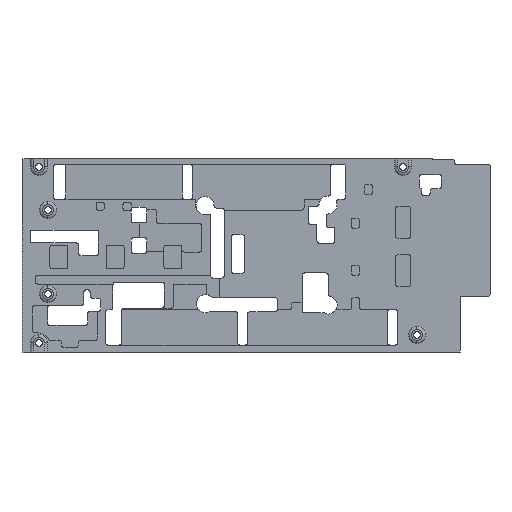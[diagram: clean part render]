
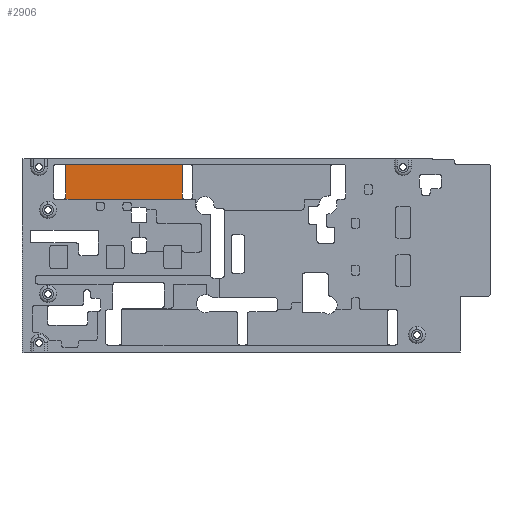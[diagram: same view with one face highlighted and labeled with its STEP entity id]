
A CAD part, front view. The second image highlights one B-rep face of the part: STEP entity #2906.
In plain terms, the highlighted planar face has unit normal (0, -1, 0).
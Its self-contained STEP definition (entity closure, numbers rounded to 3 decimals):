
#323 = LINE ( 'NONE', #3396, #5681 ) ;
#796 = ORIENTED_EDGE ( 'NONE', *, *, #6086, .F. ) ;
#955 = ORIENTED_EDGE ( 'NONE', *, *, #13434, .F. ) ;
#994 = CARTESIAN_POINT ( 'NONE',  ( -96.368, -0.56, 45.9 ) ) ;
#1035 = LINE ( 'NONE', #10230, #3575 ) ;
#1142 = DIRECTION ( 'NONE',  ( 0., -1., 0. ) ) ;
#1289 = ORIENTED_EDGE ( 'NONE', *, *, #7767, .F. ) ;
#1342 = CARTESIAN_POINT ( 'NONE',  ( -36.8, -0.56, 29.468 ) ) ;
#1603 = DIRECTION ( 'NONE',  ( 0., 0., -1. ) ) ;
#2126 = AXIS2_PLACEMENT_3D ( 'NONE', #13695, #6090, #12610 ) ;
#2172 = CARTESIAN_POINT ( 'NONE',  ( -35.632, -0.56, 28.3 ) ) ;
#2240 = VERTEX_POINT ( 'NONE', #5713 ) ;
#2479 = CARTESIAN_POINT ( 'NONE',  ( -95.2, -0.56, 44.732 ) ) ;
#2740 = DIRECTION ( 'NONE',  ( 0., -1., 0. ) ) ;
#2906 = ADVANCED_FACE ( 'NONE', ( #8223 ), #13226, .T. ) ;
#3396 = CARTESIAN_POINT ( 'NONE',  ( -36.8, -0.56, 0. ) ) ;
#3575 = VECTOR ( 'NONE', #6396, 1000. ) ;
#4171 = EDGE_LOOP ( 'NONE', ( #7176, #5813, #1289, #4459, #955, #12643, #9161, #796 ) ) ;
#4459 = ORIENTED_EDGE ( 'NONE', *, *, #11333, .T. ) ;
#4804 = EDGE_CURVE ( 'NONE', #2240, #6009, #1035, .T. ) ;
#5368 = CIRCLE ( 'NONE', #9074, 1.168 ) ;
#5673 = EDGE_CURVE ( 'NONE', #9702, #11995, #5368, .T. ) ;
#5681 = VECTOR ( 'NONE', #10112, 1000. ) ;
#5713 = CARTESIAN_POINT ( 'NONE',  ( -96.368, -0.56, 28.3 ) ) ;
#5813 = ORIENTED_EDGE ( 'NONE', *, *, #12709, .F. ) ;
#5818 = CARTESIAN_POINT ( 'NONE',  ( 0., -0.56, 0. ) ) ;
#6009 = VERTEX_POINT ( 'NONE', #2172 ) ;
#6037 = VERTEX_POINT ( 'NONE', #12944 ) ;
#6086 = EDGE_CURVE ( 'NONE', #11995, #13842, #323, .T. ) ;
#6090 = DIRECTION ( 'NONE',  ( 0., -1., 0. ) ) ;
#6372 = DIRECTION ( 'NONE',  ( 1., 0., 0. ) ) ;
#6395 = CARTESIAN_POINT ( 'NONE',  ( -35.632, -0.56, 44.732 ) ) ;
#6396 = DIRECTION ( 'NONE',  ( 1., 0., 0. ) ) ;
#7176 = ORIENTED_EDGE ( 'NONE', *, *, #5673, .F. ) ;
#7552 = CIRCLE ( 'NONE', #2126, 1.168 ) ;
#7604 = DIRECTION ( 'NONE',  ( 0., -1., 0. ) ) ;
#7767 = EDGE_CURVE ( 'NONE', #8778, #8170, #8361, .T. ) ;
#8089 = AXIS2_PLACEMENT_3D ( 'NONE', #11177, #10495, #11787 ) ;
#8135 = CARTESIAN_POINT ( 'NONE',  ( -35.632, -0.56, 45.9 ) ) ;
#8170 = VERTEX_POINT ( 'NONE', #994 ) ;
#8223 = FACE_OUTER_BOUND ( 'NONE', #4171, .T. ) ;
#8361 = CIRCLE ( 'NONE', #8089, 1.168 ) ;
#8479 = LINE ( 'NONE', #11343, #13900 ) ;
#8778 = VERTEX_POINT ( 'NONE', #2479 ) ;
#9074 = AXIS2_PLACEMENT_3D ( 'NONE', #6395, #7604, #1603 ) ;
#9161 = ORIENTED_EDGE ( 'NONE', *, *, #13462, .F. ) ;
#9190 = DIRECTION ( 'NONE',  ( 0., 0., -1. ) ) ;
#9499 = DIRECTION ( 'NONE',  ( 0., 0., -1. ) ) ;
#9702 = VERTEX_POINT ( 'NONE', #8135 ) ;
#10112 = DIRECTION ( 'NONE',  ( 0., 0., -1. ) ) ;
#10230 = CARTESIAN_POINT ( 'NONE',  ( 0., -0.56, 28.3 ) ) ;
#10296 = CARTESIAN_POINT ( 'NONE',  ( -96.368, -0.56, 29.468 ) ) ;
#10495 = DIRECTION ( 'NONE',  ( 0., -1., 0. ) ) ;
#10649 = VECTOR ( 'NONE', #6372, 1000. ) ;
#11070 = AXIS2_PLACEMENT_3D ( 'NONE', #10296, #2740, #9190 ) ;
#11104 = DIRECTION ( 'NONE',  ( 0., 0., -1. ) ) ;
#11129 = CARTESIAN_POINT ( 'NONE',  ( 0., -0.56, 45.9 ) ) ;
#11177 = CARTESIAN_POINT ( 'NONE',  ( -96.368, -0.56, 44.732 ) ) ;
#11333 = EDGE_CURVE ( 'NONE', #8778, #6037, #8479, .T. ) ;
#11343 = CARTESIAN_POINT ( 'NONE',  ( -95.2, -0.56, 0. ) ) ;
#11787 = DIRECTION ( 'NONE',  ( 0., 0., -1. ) ) ;
#11938 = CARTESIAN_POINT ( 'NONE',  ( -36.8, -0.56, 44.732 ) ) ;
#11995 = VERTEX_POINT ( 'NONE', #11938 ) ;
#12610 = DIRECTION ( 'NONE',  ( 0., 0., -1. ) ) ;
#12643 = ORIENTED_EDGE ( 'NONE', *, *, #4804, .T. ) ;
#12709 = EDGE_CURVE ( 'NONE', #8170, #9702, #13860, .T. ) ;
#12944 = CARTESIAN_POINT ( 'NONE',  ( -95.2, -0.56, 29.468 ) ) ;
#13226 = PLANE ( 'NONE',  #13505 ) ;
#13341 = CIRCLE ( 'NONE', #11070, 1.168 ) ;
#13434 = EDGE_CURVE ( 'NONE', #2240, #6037, #13341, .T. ) ;
#13462 = EDGE_CURVE ( 'NONE', #13842, #6009, #7552, .T. ) ;
#13505 = AXIS2_PLACEMENT_3D ( 'NONE', #5818, #1142, #11104 ) ;
#13695 = CARTESIAN_POINT ( 'NONE',  ( -35.632, -0.56, 29.468 ) ) ;
#13842 = VERTEX_POINT ( 'NONE', #1342 ) ;
#13860 = LINE ( 'NONE', #11129, #10649 ) ;
#13900 = VECTOR ( 'NONE', #9499, 1000. ) ;
